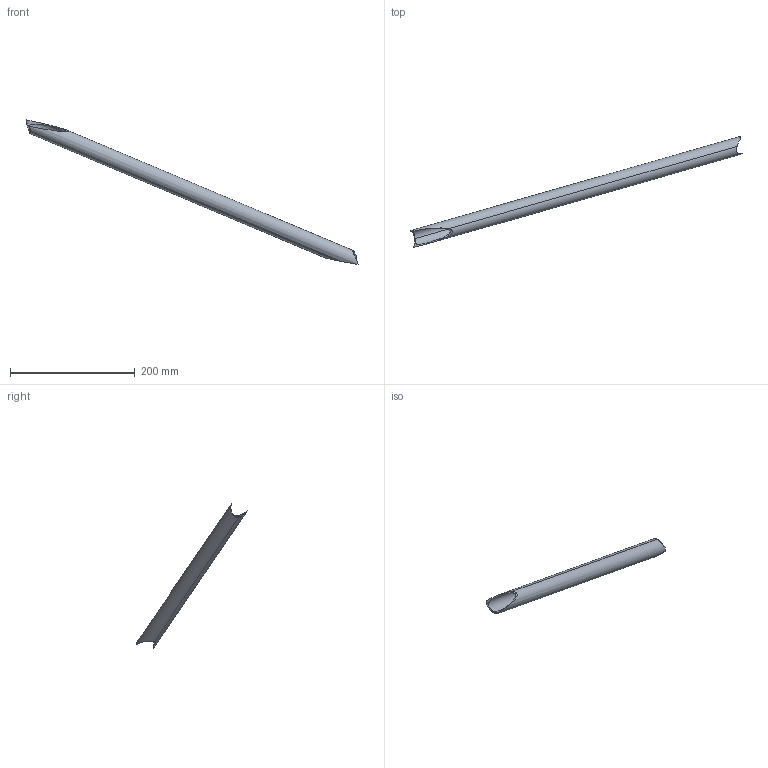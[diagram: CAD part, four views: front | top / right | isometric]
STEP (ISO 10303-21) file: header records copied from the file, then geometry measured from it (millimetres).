
FILE_DESCRIPTION(('CATIA V5 STEP Exchange'),'2;1');
FILE_NAME('Tube 36.stp','2023-02-21T14:05:22+00:00',('none'),('none'),'CATIA Version 5 Release 19 SP 2 (IN-10)','CATIA V5 STEP AP203','none');
FILE_SCHEMA(('CONFIG_CONTROL_DESIGN'));
Length unit declared in the file: millimetre
Products named in the file (1): Shape_538
Bounding box: 532.79 x 177.97 x 232.46 mm (x, y, z)
Volume: 68283.4 mm3; surface area: 91872.4 mm2
Topology: 1 solids, 1 shells, 14 faces, 44 edges, 33 vertices
Faces by surface type: cylinder 8, bspline 4, plane 2
Entity records: 2435 total; most frequent: CARTESIAN_POINT 2079, ORIENTED_EDGE 84, EDGE_CURVE 42, B_SPLINE_CURVE_WITH_KNOTS 32, DIRECTION 30, VERTEX_POINT 28, ADVANCED_FACE 14, EDGE_LOOP 14
